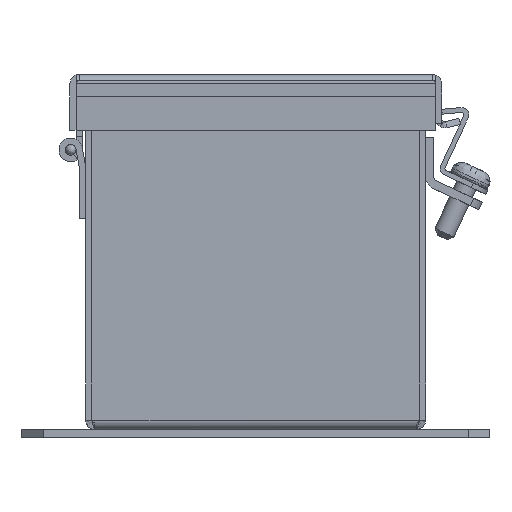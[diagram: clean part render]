
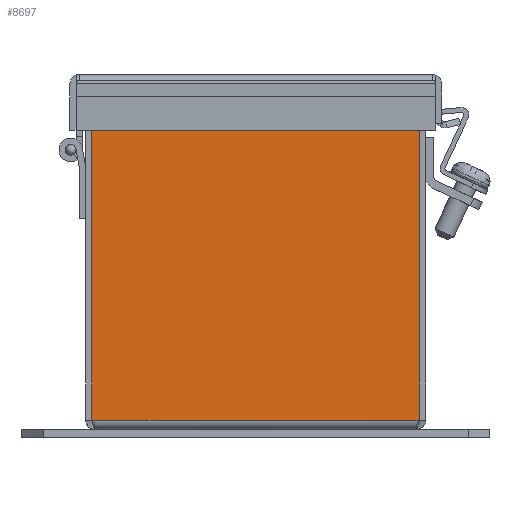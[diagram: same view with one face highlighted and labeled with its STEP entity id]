
A CAD part, left-side view. The second image highlights one B-rep face of the part: STEP entity #8697.
In plain terms, the highlighted planar face has unit normal (-1, 0, 0).
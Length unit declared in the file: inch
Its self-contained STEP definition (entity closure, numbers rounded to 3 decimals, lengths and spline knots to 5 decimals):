
#120 = VERTEX_POINT ( 'NONE', #14510 ) ;
#215 = CARTESIAN_POINT ( 'NONE',  ( -12., 1.91796, 3.892 ) ) ;
#456 = DIRECTION ( 'NONE',  ( 1., 0., 0. ) ) ;
#759 = DIRECTION ( 'NONE',  ( 0., 0., -1. ) ) ;
#869 = AXIS2_PLACEMENT_3D ( 'NONE', #9139, #456, #16299 ) ;
#1000 = DIRECTION ( 'NONE',  ( 0., -1., 0. ) ) ;
#1517 = VECTOR ( 'NONE', #15898, 39.37008 ) ;
#1931 = CARTESIAN_POINT ( 'NONE',  ( -12., 1.67789, 3.82223 ) ) ;
#2099 = VECTOR ( 'NONE', #4747, 39.37008 ) ;
#2411 = CARTESIAN_POINT ( 'NONE',  ( -12., -1.91796, 3.892 ) ) ;
#2658 = VERTEX_POINT ( 'NONE', #9814 ) ;
#2823 = LINE ( 'NONE', #14456, #1517 ) ;
#3609 = DIRECTION ( 'NONE',  ( 0., -1., 0. ) ) ;
#3716 = ORIENTED_EDGE ( 'NONE', *, *, #17156, .F. ) ;
#3791 = CARTESIAN_POINT ( 'NONE',  ( -12., 13.406, 3.892 ) ) ;
#4467 = FACE_OUTER_BOUND ( 'NONE', #6084, .T. ) ;
#4747 = DIRECTION ( 'NONE',  ( 0., 1., 0. ) ) ;
#5035 = CARTESIAN_POINT ( 'NONE',  ( -12., -1.92789, 0.108 ) ) ;
#5641 = CARTESIAN_POINT ( 'NONE',  ( -12., 1.92789, 0. ) ) ;
#6041 = CIRCLE ( 'NONE', #17954, 0.25 ) ;
#6084 = EDGE_LOOP ( 'NONE', ( #18211, #13017, #16549, #10540, #11599, #3716 ) ) ;
#6507 = VERTEX_POINT ( 'NONE', #5035 ) ;
#6615 = CARTESIAN_POINT ( 'NONE',  ( -12., -1.67789, 3.82223 ) ) ;
#6656 = CARTESIAN_POINT ( 'NONE',  ( -12., 1.92789, 0.108 ) ) ;
#7999 = EDGE_CURVE ( 'NONE', #18167, #120, #6041, .T. ) ;
#8688 = EDGE_CURVE ( 'NONE', #6507, #14539, #11732, .T. ) ;
#8697 = ADVANCED_FACE ( 'NONE', ( #4467 ), #17746, .F. ) ;
#9077 = EDGE_CURVE ( 'NONE', #6507, #120, #2823, .T. ) ;
#9139 = CARTESIAN_POINT ( 'NONE',  ( -12., 13.406, 0. ) ) ;
#9814 = CARTESIAN_POINT ( 'NONE',  ( -12., 1.92789, 3.82223 ) ) ;
#10540 = ORIENTED_EDGE ( 'NONE', *, *, #9077, .T. ) ;
#11599 = ORIENTED_EDGE ( 'NONE', *, *, #7999, .F. ) ;
#11732 = LINE ( 'NONE', #17832, #2099 ) ;
#11898 = VERTEX_POINT ( 'NONE', #215 ) ;
#12904 = LINE ( 'NONE', #5641, #14017 ) ;
#13017 = ORIENTED_EDGE ( 'NONE', *, *, #15342, .F. ) ;
#13374 = DIRECTION ( 'NONE',  ( 1., 0., 0. ) ) ;
#14017 = VECTOR ( 'NONE', #16146, 39.37008 ) ;
#14456 = CARTESIAN_POINT ( 'NONE',  ( -12., -1.92789, 0.108 ) ) ;
#14510 = CARTESIAN_POINT ( 'NONE',  ( -12., -1.92789, 3.82223 ) ) ;
#14539 = VERTEX_POINT ( 'NONE', #6656 ) ;
#15342 = EDGE_CURVE ( 'NONE', #14539, #2658, #12904, .T. ) ;
#15403 = DIRECTION ( 'NONE',  ( 1., 0., 0. ) ) ;
#15437 = EDGE_CURVE ( 'NONE', #2658, #11898, #15547, .T. ) ;
#15547 = CIRCLE ( 'NONE', #18006, 0.25 ) ;
#15898 = DIRECTION ( 'NONE',  ( 0., 0., 1. ) ) ;
#16146 = DIRECTION ( 'NONE',  ( 0., 0., 1. ) ) ;
#16299 = DIRECTION ( 'NONE',  ( 0., -1., 0. ) ) ;
#16549 = ORIENTED_EDGE ( 'NONE', *, *, #8688, .F. ) ;
#16959 = LINE ( 'NONE', #3791, #17443 ) ;
#17156 = EDGE_CURVE ( 'NONE', #11898, #18167, #16959, .T. ) ;
#17443 = VECTOR ( 'NONE', #3609, 39.37008 ) ;
#17746 = PLANE ( 'NONE',  #869 ) ;
#17832 = CARTESIAN_POINT ( 'NONE',  ( -12., -1.892, 0.108 ) ) ;
#17954 = AXIS2_PLACEMENT_3D ( 'NONE', #6615, #15403, #1000 ) ;
#18006 = AXIS2_PLACEMENT_3D ( 'NONE', #1931, #13374, #759 ) ;
#18167 = VERTEX_POINT ( 'NONE', #2411 ) ;
#18211 = ORIENTED_EDGE ( 'NONE', *, *, #15437, .F. ) ;
